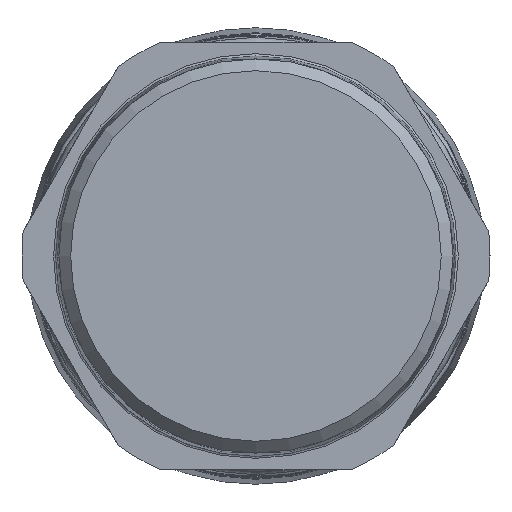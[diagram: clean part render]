
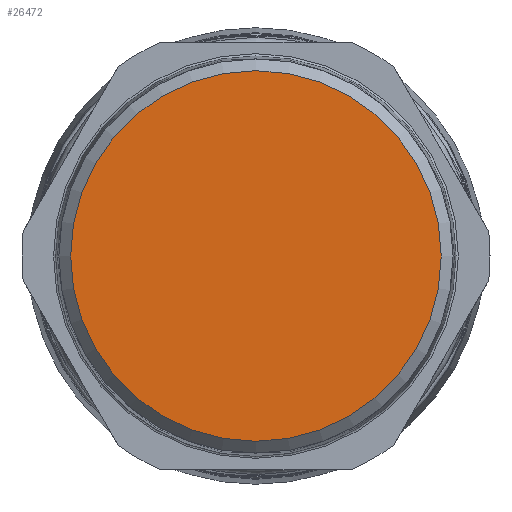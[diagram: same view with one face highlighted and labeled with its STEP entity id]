
A CAD part, left-side view. The second image highlights one B-rep face of the part: STEP entity #26472.
In plain terms, the highlighted planar face has unit normal (-1, 0, 0).
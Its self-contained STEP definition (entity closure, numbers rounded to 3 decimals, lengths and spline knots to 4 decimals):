
#2239=CIRCLE('',#28848,1.6204);
#2240=CIRCLE('',#28849,1.6204);
#3892=FACE_OUTER_BOUND('',#5393,.T.);
#5393=EDGE_LOOP('',(#22781,#22782));
#11262=VERTEX_POINT('',#54107);
#11263=VERTEX_POINT('',#54108);
#15113=EDGE_CURVE('',#11262,#11263,#2239,.T.);
#15114=EDGE_CURVE('',#11263,#11262,#2240,.T.);
#22781=ORIENTED_EDGE('',*,*,#15113,.T.);
#22782=ORIENTED_EDGE('',*,*,#15114,.T.);
#23603=PLANE('',#28847);
#26472=ADVANCED_FACE('',(#3892),#23603,.T.);
#28847=AXIS2_PLACEMENT_3D('',#54106,#34713,#34714);
#28848=AXIS2_PLACEMENT_3D('',#54109,#34715,#34716);
#28849=AXIS2_PLACEMENT_3D('',#54110,#34717,#34718);
#34713=DIRECTION('center_axis',(-1.,0.,0.));
#34714=DIRECTION('ref_axis',(0.,1.,0.));
#34715=DIRECTION('center_axis',(-1.,0.,0.));
#34716=DIRECTION('ref_axis',(0.,-1.,0.));
#34717=DIRECTION('center_axis',(-1.,0.,0.));
#34718=DIRECTION('ref_axis',(0.,-1.,0.));
#54106=CARTESIAN_POINT('Origin',(-3.5768,-1.7204,0.));
#54107=CARTESIAN_POINT('',(-3.5768,-1.6204,0.));
#54108=CARTESIAN_POINT('',(-3.5768,1.6204,0.));
#54109=CARTESIAN_POINT('Origin',(-3.5768,0.,
0.));
#54110=CARTESIAN_POINT('Origin',(-3.5768,0.,
0.));
